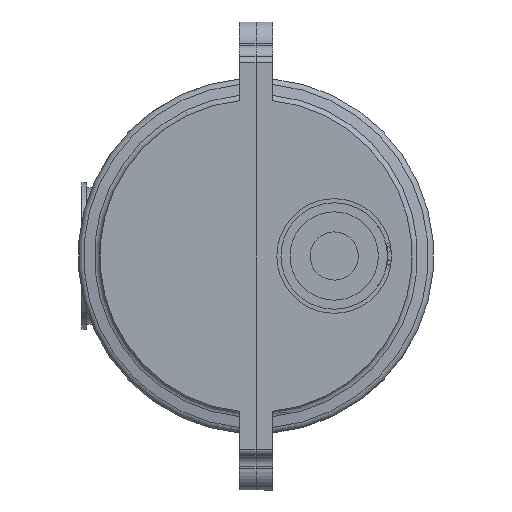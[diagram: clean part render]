
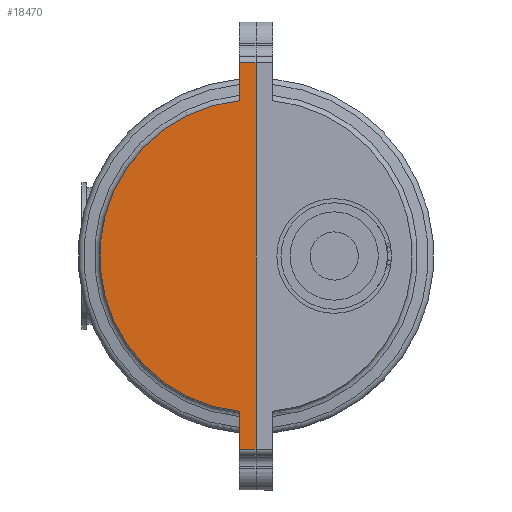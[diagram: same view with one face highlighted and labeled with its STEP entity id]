
A CAD part, left-side view. The second image highlights one B-rep face of the part: STEP entity #18470.
In plain terms, the highlighted planar face has unit normal (-1, 0, 0).
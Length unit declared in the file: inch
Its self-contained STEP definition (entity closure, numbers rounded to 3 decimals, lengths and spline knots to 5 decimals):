
#849 = CARTESIAN_POINT ( 'NONE',  ( -5.66874, -0.25752, 1.815 ) ) ;
#1763 = DIRECTION ( 'NONE',  ( 0., 0., 1. ) ) ;
#1823 = CARTESIAN_POINT ( 'NONE',  ( -5.66874, -0.415, -1.815 ) ) ;
#2005 = VECTOR ( 'NONE', #18742, 39.37008 ) ;
#2838 = LINE ( 'NONE', #16021, #2005 ) ;
#3218 = FACE_OUTER_BOUND ( 'NONE', #17351, .T. ) ;
#3294 = ORIENTED_EDGE ( 'NONE', *, *, #29321, .T. ) ;
#4463 = DIRECTION ( 'NONE',  ( 0., 0., -1. ) ) ;
#5024 = VERTEX_POINT ( 'NONE', #20392 ) ;
#5471 = VECTOR ( 'NONE', #4463, 39.37008 ) ;
#5573 = CARTESIAN_POINT ( 'NONE',  ( -5.66874, -0.415, 0. ) ) ;
#5630 = VECTOR ( 'NONE', #25316, 39.37008 ) ;
#6007 = CARTESIAN_POINT ( 'NONE',  ( -5.66874, -0.25752, -1.815 ) ) ;
#8250 = DIRECTION ( 'NONE',  ( 0., 0., 1. ) ) ;
#9128 = EDGE_CURVE ( 'NONE', #9771, #10022, #26897, .T. ) ;
#9771 = VERTEX_POINT ( 'NONE', #849 ) ;
#10022 = VERTEX_POINT ( 'NONE', #26150 ) ;
#10389 = VERTEX_POINT ( 'NONE', #23152 ) ;
#11309 = ORIENTED_EDGE ( 'NONE', *, *, #9128, .T. ) ;
#12782 = LINE ( 'NONE', #32521, #19093 ) ;
#13361 = VERTEX_POINT ( 'NONE', #1823 ) ;
#13395 = DIRECTION ( 'NONE',  ( 0., 0., -1. ) ) ;
#15036 = CARTESIAN_POINT ( 'NONE',  ( -5.66874, -0.415, 0. ) ) ;
#16021 = CARTESIAN_POINT ( 'NONE',  ( -5.66874, -0.25752, -1.46088 ) ) ;
#16470 = DIRECTION ( 'NONE',  ( 0., 1., 0. ) ) ;
#17351 = EDGE_LOOP ( 'NONE', ( #21581, #29650, #11309, #27889, #3294, #21931 ) ) ;
#17359 = VERTEX_POINT ( 'NONE', #6007 ) ;
#17727 = DIRECTION ( 'NONE',  ( -1., 0., 0. ) ) ;
#17748 = CARTESIAN_POINT ( 'NONE',  ( -5.66874, -0.25752, 1.875 ) ) ;
#18350 = EDGE_CURVE ( 'NONE', #10389, #13361, #12782, .T. ) ;
#18470 = ADVANCED_FACE ( 'NONE', ( #3218 ), #23072, .T. ) ;
#18742 = DIRECTION ( 'NONE',  ( 0., 0., -1. ) ) ;
#19093 = VECTOR ( 'NONE', #13395, 39.37008 ) ;
#19789 = EDGE_CURVE ( 'NONE', #17359, #13361, #27072, .T. ) ;
#20213 = EDGE_CURVE ( 'NONE', #10389, #9771, #33803, .T. ) ;
#20392 = CARTESIAN_POINT ( 'NONE',  ( -5.66874, -0.25752, -1.46088 ) ) ;
#20494 = AXIS2_PLACEMENT_3D ( 'NONE', #15036, #17727, #1763 ) ;
#21581 = ORIENTED_EDGE ( 'NONE', *, *, #18350, .F. ) ;
#21931 = ORIENTED_EDGE ( 'NONE', *, *, #19789, .T. ) ;
#23072 = PLANE ( 'NONE',  #20494 ) ;
#23152 = CARTESIAN_POINT ( 'NONE',  ( -5.66874, -0.415, 1.815 ) ) ;
#24357 = DIRECTION ( 'NONE',  ( -1., 0., 0. ) ) ;
#25316 = DIRECTION ( 'NONE',  ( 0., -1., 0. ) ) ;
#26150 = CARTESIAN_POINT ( 'NONE',  ( -5.66874, -0.25752, 1.46088 ) ) ;
#26625 = VECTOR ( 'NONE', #16470, 39.37008 ) ;
#26897 = LINE ( 'NONE', #17748, #5471 ) ;
#27072 = LINE ( 'NONE', #30748, #5630 ) ;
#27255 = CARTESIAN_POINT ( 'NONE',  ( -5.66874, -0.415, 1.815 ) ) ;
#27889 = ORIENTED_EDGE ( 'NONE', *, *, #34217, .T. ) ;
#29321 = EDGE_CURVE ( 'NONE', #5024, #17359, #2838, .T. ) ;
#29650 = ORIENTED_EDGE ( 'NONE', *, *, #20213, .T. ) ;
#29938 = CIRCLE ( 'NONE', #33492, 1.46935 ) ;
#30748 = CARTESIAN_POINT ( 'NONE',  ( -5.66874, -0.415, -1.815 ) ) ;
#32521 = CARTESIAN_POINT ( 'NONE',  ( -5.66874, -0.415, 0. ) ) ;
#33492 = AXIS2_PLACEMENT_3D ( 'NONE', #5573, #24357, #8250 ) ;
#33803 = LINE ( 'NONE', #27255, #26625 ) ;
#34217 = EDGE_CURVE ( 'NONE', #10022, #5024, #29938, .T. ) ;
